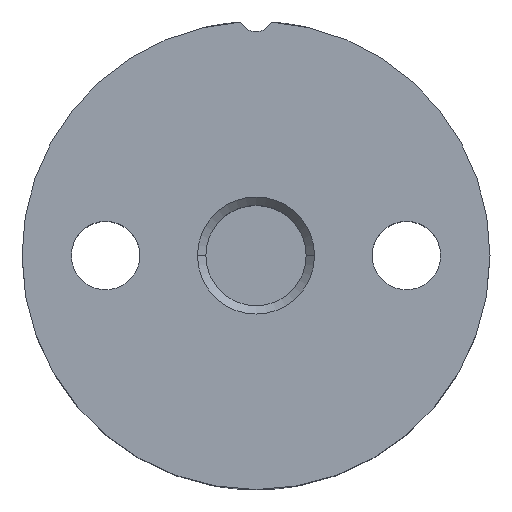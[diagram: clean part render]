
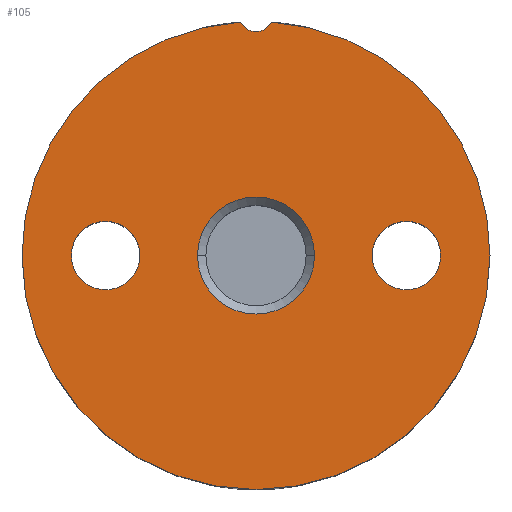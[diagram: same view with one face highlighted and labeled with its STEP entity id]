
A CAD part, top view. The second image highlights one B-rep face of the part: STEP entity #105.
In plain terms, the highlighted planar face has unit normal (0, 0, 1).
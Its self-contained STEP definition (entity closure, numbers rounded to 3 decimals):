
#105 = ADVANCED_FACE ( 'NONE', ( #922, #1035, #1034, #1005 ), #914, .T. ) ;
#106 = EDGE_LOOP ( 'NONE', ( #107, #108, #109, #138 ) ) ;
#107 = ORIENTED_EDGE ( 'NONE', *, *, #687, .T. ) ;
#108 = ORIENTED_EDGE ( 'NONE', *, *, #769, .T. ) ;
#109 = ORIENTED_EDGE ( 'NONE', *, *, #840, .T. ) ;
#110 = EDGE_LOOP ( 'NONE', ( #111, #113 ) ) ;
#111 = ORIENTED_EDGE ( 'NONE', *, *, #112, .T. ) ;
#112 = EDGE_CURVE ( 'NONE', #264, #321, #1105, .T. ) ;
#113 = ORIENTED_EDGE ( 'NONE', *, *, #320, .T. ) ;
#114 = EDGE_LOOP ( 'NONE', ( #115, #117 ) ) ;
#115 = ORIENTED_EDGE ( 'NONE', *, *, #116, .T. ) ;
#116 = EDGE_CURVE ( 'NONE', #323, #308, #1137, .T. ) ;
#117 = ORIENTED_EDGE ( 'NONE', *, *, #322, .T. ) ;
#138 = ORIENTED_EDGE ( 'NONE', *, *, #848, .T. ) ;
#139 = EDGE_LOOP ( 'NONE', ( #140, #141 ) ) ;
#140 = ORIENTED_EDGE ( 'NONE', *, *, #313, .T. ) ;
#141 = ORIENTED_EDGE ( 'NONE', *, *, #142, .T. ) ;
#142 = EDGE_CURVE ( 'NONE', #311, #314, #1133, .T. ) ;
#264 = VERTEX_POINT ( 'NONE', #1662 ) ;
#308 = VERTEX_POINT ( 'NONE', #1774 ) ;
#311 = VERTEX_POINT ( 'NONE', #1853 ) ;
#313 = EDGE_CURVE ( 'NONE', #314, #311, #1808, .T. ) ;
#314 = VERTEX_POINT ( 'NONE', #1803 ) ;
#320 = EDGE_CURVE ( 'NONE', #321, #264, #1833, .T. ) ;
#321 = VERTEX_POINT ( 'NONE', #1829 ) ;
#322 = EDGE_CURVE ( 'NONE', #308, #323, #1828, .T. ) ;
#323 = VERTEX_POINT ( 'NONE', #1823 ) ;
#687 = EDGE_CURVE ( 'NONE', #850, #770, #2788, .T. ) ;
#769 = EDGE_CURVE ( 'NONE', #770, #841, #2933, .T. ) ;
#770 = VERTEX_POINT ( 'NONE', #2924 ) ;
#840 = EDGE_CURVE ( 'NONE', #841, #849, #3067, .T. ) ;
#841 = VERTEX_POINT ( 'NONE', #3063 ) ;
#848 = EDGE_CURVE ( 'NONE', #849, #850, #3183, .T. ) ;
#849 = VERTEX_POINT ( 'NONE', #3187 ) ;
#850 = VERTEX_POINT ( 'NONE', #3206 ) ;
#914 = PLANE ( 'NONE',  #1134 ) ;
#922 = FACE_OUTER_BOUND ( 'NONE', #106, .T. ) ;
#1005 = FACE_BOUND ( 'NONE', #114, .T. ) ;
#1034 = FACE_BOUND ( 'NONE', #110, .T. ) ;
#1035 = FACE_BOUND ( 'NONE', #139, .T. ) ;
#1097 = DIRECTION ( 'NONE',  ( 1., 0., 0. ) ) ;
#1098 = DIRECTION ( 'NONE',  ( 0., 0., -1. ) ) ;
#1100 = DIRECTION ( 'NONE',  ( 1., 0., 0. ) ) ;
#1105 = CIRCLE ( 'NONE', #1179, 2.05 ) ;
#1131 = CARTESIAN_POINT ( 'NONE',  ( 0., 0., 15. ) ) ;
#1132 = AXIS2_PLACEMENT_3D ( 'NONE', #1131, #1098, #1097 ) ;
#1133 = CIRCLE ( 'NONE', #1132, 3.5 ) ;
#1134 = AXIS2_PLACEMENT_3D ( 'NONE', #1136, #1180, #1155 ) ;
#1136 = CARTESIAN_POINT ( 'NONE',  ( 0., 0., 15. ) ) ;
#1137 = CIRCLE ( 'NONE', #1163, 2.05 ) ;
#1155 = DIRECTION ( 'NONE',  ( 1., 0., 0. ) ) ;
#1162 = CARTESIAN_POINT ( 'NONE',  ( 9., 0., 15. ) ) ;
#1163 = AXIS2_PLACEMENT_3D ( 'NONE', #1162, #1178, #1177 ) ;
#1177 = DIRECTION ( 'NONE',  ( 1., 0., 0. ) ) ;
#1178 = DIRECTION ( 'NONE',  ( 0., 0., -1. ) ) ;
#1179 = AXIS2_PLACEMENT_3D ( 'NONE', #1197, #1196, #1100 ) ;
#1180 = DIRECTION ( 'NONE',  ( 0., 0., 1. ) ) ;
#1196 = DIRECTION ( 'NONE',  ( 0., 0., -1. ) ) ;
#1197 = CARTESIAN_POINT ( 'NONE',  ( -9., 0., 15. ) ) ;
#1662 = CARTESIAN_POINT ( 'NONE',  ( -11.05, 0., 15. ) ) ;
#1774 = CARTESIAN_POINT ( 'NONE',  ( 11.05, 0., 15. ) ) ;
#1803 = CARTESIAN_POINT ( 'NONE',  ( 3.5, 0., 15. ) ) ;
#1804 = DIRECTION ( 'NONE',  ( 1., 0., 0. ) ) ;
#1805 = DIRECTION ( 'NONE',  ( 0., 0., -1. ) ) ;
#1806 = CARTESIAN_POINT ( 'NONE',  ( 0., 0., 15. ) ) ;
#1807 = AXIS2_PLACEMENT_3D ( 'NONE', #1806, #1805, #1804 ) ;
#1808 = CIRCLE ( 'NONE', #1807, 3.5 ) ;
#1823 = CARTESIAN_POINT ( 'NONE',  ( 6.95, 0., 15. ) ) ;
#1824 = DIRECTION ( 'NONE',  ( 1., 0., 0. ) ) ;
#1825 = DIRECTION ( 'NONE',  ( 0., 0., -1. ) ) ;
#1826 = CARTESIAN_POINT ( 'NONE',  ( 9., 0., 15. ) ) ;
#1827 = AXIS2_PLACEMENT_3D ( 'NONE', #1826, #1825, #1824 ) ;
#1828 = CIRCLE ( 'NONE', #1827, 2.05 ) ;
#1829 = CARTESIAN_POINT ( 'NONE',  ( -6.95, 0., 15. ) ) ;
#1830 = DIRECTION ( 'NONE',  ( 1., 0., 0. ) ) ;
#1831 = DIRECTION ( 'NONE',  ( 0., 0., -1. ) ) ;
#1832 = AXIS2_PLACEMENT_3D ( 'NONE', #1838, #1831, #1830 ) ;
#1833 = CIRCLE ( 'NONE', #1832, 2.05 ) ;
#1838 = CARTESIAN_POINT ( 'NONE',  ( -9., 0., 15. ) ) ;
#1853 = CARTESIAN_POINT ( 'NONE',  ( -3.5, 0., 15. ) ) ;
#2683 = DIRECTION ( 'NONE',  ( -1., 0., 0. ) ) ;
#2684 = DIRECTION ( 'NONE',  ( 0., 0., -1. ) ) ;
#2685 = CARTESIAN_POINT ( 'NONE',  ( 0., 14.4, 15. ) ) ;
#2686 = AXIS2_PLACEMENT_3D ( 'NONE', #2685, #2684, #2683 ) ;
#2788 = CIRCLE ( 'NONE', #2686, 1. ) ;
#2924 = CARTESIAN_POINT ( 'NONE',  ( -0.903, 13.971, 15. ) ) ;
#2925 = DIRECTION ( 'NONE',  ( 1., 0., 0. ) ) ;
#2926 = DIRECTION ( 'NONE',  ( 0., 0., 1. ) ) ;
#2927 = CARTESIAN_POINT ( 'NONE',  ( 0., 0., 15. ) ) ;
#2928 = AXIS2_PLACEMENT_3D ( 'NONE', #2927, #2926, #2925 ) ;
#2933 = CIRCLE ( 'NONE', #2928, 14. ) ;
#3063 = CARTESIAN_POINT ( 'NONE',  ( -14., 0., 15. ) ) ;
#3064 = DIRECTION ( 'NONE',  ( 1., 0., 0. ) ) ;
#3065 = DIRECTION ( 'NONE',  ( 0., 0., 1. ) ) ;
#3066 = AXIS2_PLACEMENT_3D ( 'NONE', #3082, #3065, #3064 ) ;
#3067 = CIRCLE ( 'NONE', #3066, 14. ) ;
#3082 = CARTESIAN_POINT ( 'NONE',  ( 0., 0., 15. ) ) ;
#3183 = CIRCLE ( 'NONE', #3196, 14. ) ;
#3187 = CARTESIAN_POINT ( 'NONE',  ( 14., 0., 15. ) ) ;
#3188 = CARTESIAN_POINT ( 'NONE',  ( 0., 0., 15. ) ) ;
#3196 = AXIS2_PLACEMENT_3D ( 'NONE', #3188, #3201, #3198 ) ;
#3198 = DIRECTION ( 'NONE',  ( 1., 0., 0. ) ) ;
#3201 = DIRECTION ( 'NONE',  ( 0., 0., 1. ) ) ;
#3206 = CARTESIAN_POINT ( 'NONE',  ( 0.903, 13.971, 15. ) ) ;
